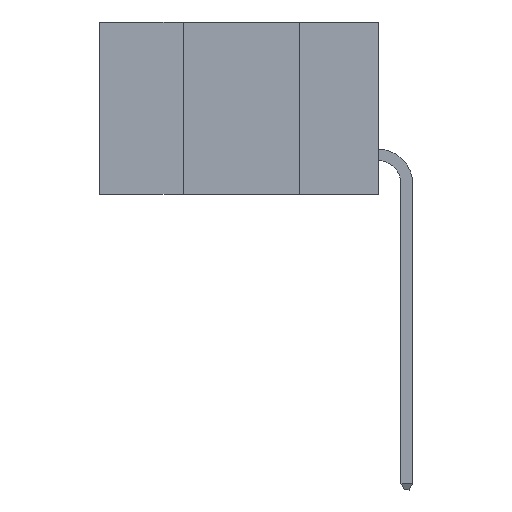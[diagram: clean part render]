
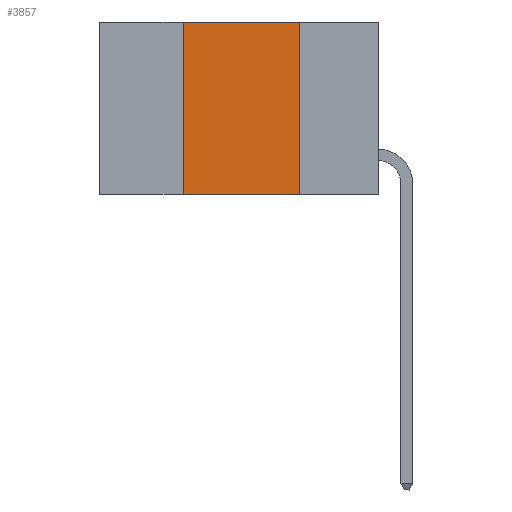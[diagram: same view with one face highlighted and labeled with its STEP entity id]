
A CAD part, left-side view. The second image highlights one B-rep face of the part: STEP entity #3857.
In plain terms, the highlighted planar face has unit normal (-1, 0, 0).
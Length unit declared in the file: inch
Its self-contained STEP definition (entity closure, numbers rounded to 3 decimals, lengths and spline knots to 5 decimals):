
#100 = LINE ( 'NONE', #1949, #9213 ) ;
#680 = DIRECTION ( 'NONE',  ( 0., 0., 1. ) ) ;
#919 = AXIS2_PLACEMENT_3D ( 'NONE', #1123, #10061, #5559 ) ;
#1116 = CARTESIAN_POINT ( 'NONE',  ( 0., 0.17, -0.37 ) ) ;
#1123 = CARTESIAN_POINT ( 'NONE',  ( 0., 0.6, 0. ) ) ;
#1282 = VERTEX_POINT ( 'NONE', #2770 ) ;
#1440 = FACE_OUTER_BOUND ( 'NONE', #5453, .T. ) ;
#1949 = CARTESIAN_POINT ( 'NONE',  ( 0., 0.6, -0.37 ) ) ;
#2024 = LINE ( 'NONE', #3813, #5935 ) ;
#2045 = ORIENTED_EDGE ( 'NONE', *, *, #2502, .F. ) ;
#2461 = ORIENTED_EDGE ( 'NONE', *, *, #5183, .F. ) ;
#2467 = VECTOR ( 'NONE', #680, 39.37008 ) ;
#2502 = EDGE_CURVE ( 'NONE', #4224, #3379, #7002, .T. ) ;
#2770 = CARTESIAN_POINT ( 'NONE',  ( 0., 0.42, -0.37 ) ) ;
#2915 = ORIENTED_EDGE ( 'NONE', *, *, #9004, .F. ) ;
#2978 = DIRECTION ( 'NONE',  ( 0., -1., 0. ) ) ;
#3025 = ORIENTED_EDGE ( 'NONE', *, *, #10923, .T. ) ;
#3379 = VERTEX_POINT ( 'NONE', #1116 ) ;
#3813 = CARTESIAN_POINT ( 'NONE',  ( 0., 0.6, 0. ) ) ;
#3857 = ADVANCED_FACE ( 'NONE', ( #1440 ), #8952, .F. ) ;
#4224 = VERTEX_POINT ( 'NONE', #9616 ) ;
#4631 = DIRECTION ( 'NONE',  ( 0., 0., -1. ) ) ;
#5183 = EDGE_CURVE ( 'NONE', #6539, #4224, #2024, .T. ) ;
#5334 = CARTESIAN_POINT ( 'NONE',  ( 0., 0.17, 0. ) ) ;
#5453 = EDGE_LOOP ( 'NONE', ( #2045, #2461, #2915, #3025 ) ) ;
#5559 = DIRECTION ( 'NONE',  ( 0., 0., -1. ) ) ;
#5935 = VECTOR ( 'NONE', #9589, 39.37008 ) ;
#6539 = VERTEX_POINT ( 'NONE', #7448 ) ;
#7002 = LINE ( 'NONE', #5334, #9442 ) ;
#7448 = CARTESIAN_POINT ( 'NONE',  ( 0., 0.42, 0. ) ) ;
#8952 = PLANE ( 'NONE',  #919 ) ;
#9004 = EDGE_CURVE ( 'NONE', #1282, #6539, #9259, .T. ) ;
#9213 = VECTOR ( 'NONE', #2978, 39.37008 ) ;
#9259 = LINE ( 'NONE', #10914, #2467 ) ;
#9442 = VECTOR ( 'NONE', #4631, 39.37008 ) ;
#9589 = DIRECTION ( 'NONE',  ( 0., -1., 0. ) ) ;
#9616 = CARTESIAN_POINT ( 'NONE',  ( 0., 0.17, 0. ) ) ;
#10061 = DIRECTION ( 'NONE',  ( 1., 0., 0. ) ) ;
#10914 = CARTESIAN_POINT ( 'NONE',  ( 0., 0.42, 0. ) ) ;
#10923 = EDGE_CURVE ( 'NONE', #1282, #3379, #100, .T. ) ;
